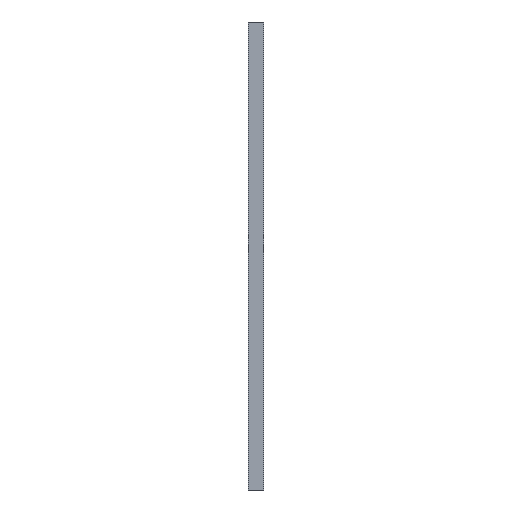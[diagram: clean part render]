
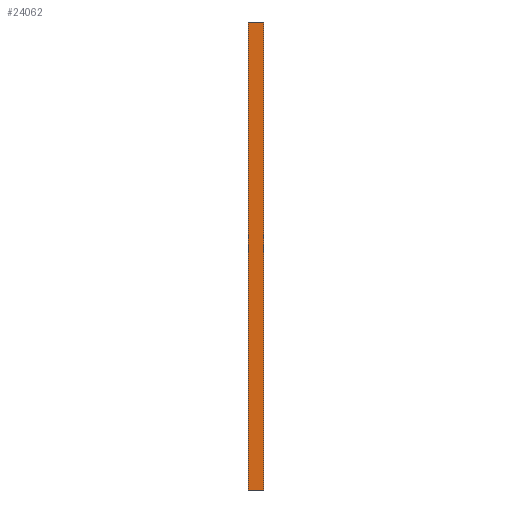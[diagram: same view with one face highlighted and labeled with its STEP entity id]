
A CAD part, left-side view. The second image highlights one B-rep face of the part: STEP entity #24062.
In plain terms, the highlighted planar face has unit normal (-1, 0, 0).
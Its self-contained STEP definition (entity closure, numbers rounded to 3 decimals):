
#263=DIRECTION('',(0.,-1.,0.));
#264=VECTOR('',#263,68.);
#265=CARTESIAN_POINT('',(-52.45,68.,0.));
#266=LINE('',#265,#264);
#279=DIRECTION('',(0.,0.,1.));
#280=VECTOR('',#279,2000.);
#281=CARTESIAN_POINT('',(-52.45,0.,0.));
#282=LINE('',#281,#280);
#3727=DIRECTION('',(0.,-1.,0.));
#3728=VECTOR('',#3727,68.);
#3729=CARTESIAN_POINT('',(-52.45,68.,2000.));
#3730=LINE('',#3729,#3728);
#9007=DIRECTION('',(0.,0.,1.));
#9008=VECTOR('',#9007,2000.);
#9009=CARTESIAN_POINT('',(-52.45,68.,0.));
#9010=LINE('',#9009,#9008);
#10683=CARTESIAN_POINT('',(-52.45,68.,0.));
#10684=VERTEX_POINT('',#10683);
#10685=CARTESIAN_POINT('',(-52.45,0.,0.));
#10686=VERTEX_POINT('',#10685);
#10727=CARTESIAN_POINT('',(-52.45,68.,2000.));
#10728=VERTEX_POINT('',#10727);
#10729=CARTESIAN_POINT('',(-52.45,0.,2000.));
#10730=VERTEX_POINT('',#10729);
#24051=CARTESIAN_POINT('',(-52.45,68.,0.));
#24052=DIRECTION('',(-1.,0.,0.));
#24053=DIRECTION('',(0.,-1.,0.));
#24054=AXIS2_PLACEMENT_3D('',#24051,#24052,#24053);
#24055=PLANE('',#24054);
#24056=ORIENTED_EDGE('',*,*,#14270,.F.);
#24057=ORIENTED_EDGE('',*,*,#24046,.T.);
#24058=ORIENTED_EDGE('',*,*,#16196,.T.);
#24059=ORIENTED_EDGE('',*,*,#14285,.F.);
#24060=EDGE_LOOP('',(#24056,#24057,#24058,#24059));
#24061=FACE_OUTER_BOUND('',#24060,.F.);
#14270=EDGE_CURVE('',#10684,#10686,#266,.T.);
#14285=EDGE_CURVE('',#10686,#10730,#282,.T.);
#16196=EDGE_CURVE('',#10728,#10730,#3730,.T.);
#24046=EDGE_CURVE('',#10684,#10728,#9010,.T.);
#24062=ADVANCED_FACE('',(#24061),#24055,.T.);
